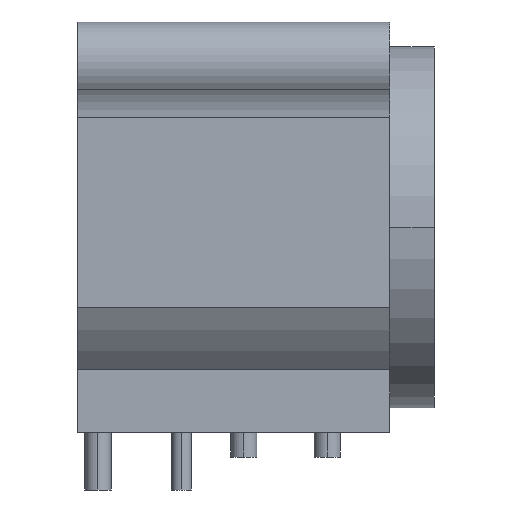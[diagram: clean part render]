
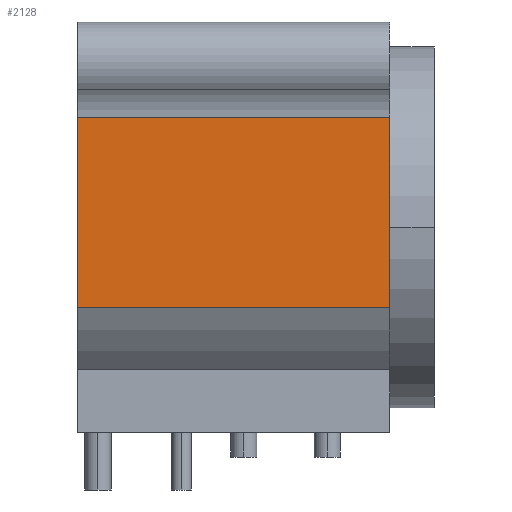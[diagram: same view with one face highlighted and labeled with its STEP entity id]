
A CAD part, left-side view. The second image highlights one B-rep face of the part: STEP entity #2128.
In plain terms, the highlighted planar face has unit normal (-1, 0, 0).
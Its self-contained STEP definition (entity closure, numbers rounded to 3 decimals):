
#43 = PLANE('',#44);
#44 = AXIS2_PLACEMENT_3D('',#45,#46,#47);
#45 = CARTESIAN_POINT('',(-0.001,0.,
    12.5));
#46 = DIRECTION('',(0.,1.,0.));
#47 = DIRECTION('',(-1.,0.,0.));
#230 = VERTEX_POINT('',#231);
#231 = CARTESIAN_POINT('',(-11.501,0.,
    7.601));
#246 = CYLINDRICAL_SURFACE('',#247,12.5);
#247 = AXIS2_PLACEMENT_3D('',#248,#249,#250);
#248 = CARTESIAN_POINT('',(-0.001,0.,
    12.5));
#249 = DIRECTION('',(0.,1.,0.));
#250 = DIRECTION('',(-1.,0.,0.));
#280 = EDGE_CURVE('',#230,#281,#283,.T.);
#281 = VERTEX_POINT('',#282);
#282 = CARTESIAN_POINT('',(-11.501,0.,
    19.206));
#283 = SURFACE_CURVE('',#284,(#288,#295),.PCURVE_S1.);
#284 = LINE('',#285,#286);
#285 = CARTESIAN_POINT('',(-11.501,0.,
    7.601));
#286 = VECTOR('',#287,1.);
#287 = DIRECTION('',(0.,0.,1.));
#288 = PCURVE('',#43,#289);
#289 = DEFINITIONAL_REPRESENTATION('',(#290),#294);
#290 = LINE('',#291,#292);
#291 = CARTESIAN_POINT('',(11.5,-4.899));
#292 = VECTOR('',#293,1.);
#293 = DIRECTION('',(0.,1.));
#294 = ( GEOMETRIC_REPRESENTATION_CONTEXT(2) 
PARAMETRIC_REPRESENTATION_CONTEXT() REPRESENTATION_CONTEXT('2D SPACE',''
  ) );
#295 = PCURVE('',#296,#301);
#296 = PLANE('',#297);
#297 = AXIS2_PLACEMENT_3D('',#298,#299,#300);
#298 = CARTESIAN_POINT('',(-11.501,0.,
    7.601));
#299 = DIRECTION('',(-1.,0.,0.));
#300 = DIRECTION('',(0.,0.,1.));
#301 = DEFINITIONAL_REPRESENTATION('',(#302),#306);
#302 = LINE('',#303,#304);
#303 = CARTESIAN_POINT('',(0.,0.));
#304 = VECTOR('',#305,1.);
#305 = DIRECTION('',(1.,0.));
#306 = ( GEOMETRIC_REPRESENTATION_CONTEXT(2) 
PARAMETRIC_REPRESENTATION_CONTEXT() REPRESENTATION_CONTEXT('2D SPACE',''
  ) );
#329 = CYLINDRICAL_SURFACE('',#330,3.);
#330 = AXIS2_PLACEMENT_3D('',#331,#332,#333);
#331 = CARTESIAN_POINT('',(-14.501,0.,
    19.206));
#332 = DIRECTION('',(0.,1.,0.));
#333 = DIRECTION('',(-1.,0.,0.));
#964 = PLANE('',#965);
#965 = AXIS2_PLACEMENT_3D('',#966,#967,#968);
#966 = CARTESIAN_POINT('',(-0.001,19.,
    12.5));
#967 = DIRECTION('',(0.,1.,0.));
#968 = DIRECTION('',(-1.,0.,0.));
#1270 = VERTEX_POINT('',#1271);
#1271 = CARTESIAN_POINT('',(-11.501,19.,
    19.206));
#1319 = EDGE_CURVE('',#1320,#1270,#1322,.T.);
#1320 = VERTEX_POINT('',#1321);
#1321 = CARTESIAN_POINT('',(-11.501,19.,
    7.601));
#1322 = SURFACE_CURVE('',#1323,(#1327,#1334),.PCURVE_S1.);
#1323 = LINE('',#1324,#1325);
#1324 = CARTESIAN_POINT('',(-11.501,19.,
    7.601));
#1325 = VECTOR('',#1326,1.);
#1326 = DIRECTION('',(0.,0.,1.));
#1327 = PCURVE('',#964,#1328);
#1328 = DEFINITIONAL_REPRESENTATION('',(#1329),#1333);
#1329 = LINE('',#1330,#1331);
#1330 = CARTESIAN_POINT('',(11.5,-4.899));
#1331 = VECTOR('',#1332,1.);
#1332 = DIRECTION('',(0.,1.));
#1333 = ( GEOMETRIC_REPRESENTATION_CONTEXT(2) 
PARAMETRIC_REPRESENTATION_CONTEXT() REPRESENTATION_CONTEXT('2D SPACE',''
  ) );
#1334 = PCURVE('',#296,#1335);
#1335 = DEFINITIONAL_REPRESENTATION('',(#1336),#1340);
#1336 = LINE('',#1337,#1338);
#1337 = CARTESIAN_POINT('',(0.,19.));
#1338 = VECTOR('',#1339,1.);
#1339 = DIRECTION('',(1.,0.));
#1340 = ( GEOMETRIC_REPRESENTATION_CONTEXT(2) 
PARAMETRIC_REPRESENTATION_CONTEXT() REPRESENTATION_CONTEXT('2D SPACE',''
  ) );
#2084 = EDGE_CURVE('',#281,#1270,#2085,.T.);
#2085 = SURFACE_CURVE('',#2086,(#2090,#2119),.PCURVE_S1.);
#2086 = LINE('',#2087,#2088);
#2087 = CARTESIAN_POINT('',(-11.501,0.,
    19.206));
#2088 = VECTOR('',#2089,1.);
#2089 = DIRECTION('',(0.,1.,0.));
#2090 = PCURVE('',#329,#2091);
#2091 = DEFINITIONAL_REPRESENTATION('',(#2092),#2118);
#2092 = B_SPLINE_CURVE_WITH_KNOTS('',3,(#2093,#2094,#2095,#2096,#2097,
    #2098,#2099,#2100,#2101,#2102,#2103,#2104,#2105,#2106,#2107,#2108,
    #2109,#2110,#2111,#2112,#2113,#2114,#2115,#2116,#2117),
  .UNSPECIFIED.,.F.,.F.,(4,1,1,1,1,1,1,1,1,1,1,1,1,1,1,1,1,1,1,1,1,1,4),
  (0.,0.864,1.727,2.591,3.455,
    4.318,5.182,6.045,6.909,
    7.773,8.636,9.5,10.364,11.227,
    12.091,12.955,13.818,14.682,
    15.545,16.409,17.273,18.136,19.)
  ,.QUASI_UNIFORM_KNOTS.);
#2093 = CARTESIAN_POINT('',(3.142,0.));
#2094 = CARTESIAN_POINT('',(3.142,0.288));
#2095 = CARTESIAN_POINT('',(3.142,0.864));
#2096 = CARTESIAN_POINT('',(3.142,1.727));
#2097 = CARTESIAN_POINT('',(3.142,2.591));
#2098 = CARTESIAN_POINT('',(3.142,3.455));
#2099 = CARTESIAN_POINT('',(3.142,4.318));
#2100 = CARTESIAN_POINT('',(3.142,5.182));
#2101 = CARTESIAN_POINT('',(3.142,6.045));
#2102 = CARTESIAN_POINT('',(3.142,6.909));
#2103 = CARTESIAN_POINT('',(3.142,7.773));
#2104 = CARTESIAN_POINT('',(3.142,8.636));
#2105 = CARTESIAN_POINT('',(3.142,9.5));
#2106 = CARTESIAN_POINT('',(3.142,10.364));
#2107 = CARTESIAN_POINT('',(3.142,11.227));
#2108 = CARTESIAN_POINT('',(3.142,12.091));
#2109 = CARTESIAN_POINT('',(3.142,12.955));
#2110 = CARTESIAN_POINT('',(3.142,13.818));
#2111 = CARTESIAN_POINT('',(3.142,14.682));
#2112 = CARTESIAN_POINT('',(3.142,15.545));
#2113 = CARTESIAN_POINT('',(3.142,16.409));
#2114 = CARTESIAN_POINT('',(3.142,17.273));
#2115 = CARTESIAN_POINT('',(3.142,18.136));
#2116 = CARTESIAN_POINT('',(3.142,18.712));
#2117 = CARTESIAN_POINT('',(3.142,19.));
#2118 = ( GEOMETRIC_REPRESENTATION_CONTEXT(2) 
PARAMETRIC_REPRESENTATION_CONTEXT() REPRESENTATION_CONTEXT('2D SPACE',''
  ) );
#2119 = PCURVE('',#296,#2120);
#2120 = DEFINITIONAL_REPRESENTATION('',(#2121),#2125);
#2121 = LINE('',#2122,#2123);
#2122 = CARTESIAN_POINT('',(11.605,0.));
#2123 = VECTOR('',#2124,1.);
#2124 = DIRECTION('',(0.,1.));
#2125 = ( GEOMETRIC_REPRESENTATION_CONTEXT(2) 
PARAMETRIC_REPRESENTATION_CONTEXT() REPRESENTATION_CONTEXT('2D SPACE',''
  ) );
#2128 = ADVANCED_FACE('',(#2129),#296,.T.);
#2129 = FACE_BOUND('',#2130,.F.);
#2130 = EDGE_LOOP('',(#2131,#2132,#2175,#2176));
#2131 = ORIENTED_EDGE('',*,*,#280,.F.);
#2132 = ORIENTED_EDGE('',*,*,#2133,.T.);
#2133 = EDGE_CURVE('',#230,#1320,#2134,.T.);
#2134 = SURFACE_CURVE('',#2135,(#2139,#2146),.PCURVE_S1.);
#2135 = LINE('',#2136,#2137);
#2136 = CARTESIAN_POINT('',(-11.501,0.,
    7.601));
#2137 = VECTOR('',#2138,1.);
#2138 = DIRECTION('',(0.,1.,0.));
#2139 = PCURVE('',#296,#2140);
#2140 = DEFINITIONAL_REPRESENTATION('',(#2141),#2145);
#2141 = LINE('',#2142,#2143);
#2142 = CARTESIAN_POINT('',(0.,0.));
#2143 = VECTOR('',#2144,1.);
#2144 = DIRECTION('',(0.,1.));
#2145 = ( GEOMETRIC_REPRESENTATION_CONTEXT(2) 
PARAMETRIC_REPRESENTATION_CONTEXT() REPRESENTATION_CONTEXT('2D SPACE',''
  ) );
#2146 = PCURVE('',#246,#2147);
#2147 = DEFINITIONAL_REPRESENTATION('',(#2148),#2174);
#2148 = B_SPLINE_CURVE_WITH_KNOTS('',3,(#2149,#2150,#2151,#2152,#2153,
    #2154,#2155,#2156,#2157,#2158,#2159,#2160,#2161,#2162,#2163,#2164,
    #2165,#2166,#2167,#2168,#2169,#2170,#2171,#2172,#2173),
  .UNSPECIFIED.,.F.,.F.,(4,1,1,1,1,1,1,1,1,1,1,1,1,1,1,1,1,1,1,1,1,1,4),
  (0.,0.864,1.727,2.591,3.455,
    4.318,5.182,6.045,6.909,
    7.773,8.636,9.5,10.364,11.227,
    12.091,12.955,13.818,14.682,
    15.545,16.409,17.273,18.136,19.)
  ,.QUASI_UNIFORM_KNOTS.);
#2149 = CARTESIAN_POINT('',(5.88,0.));
#2150 = CARTESIAN_POINT('',(5.88,0.288));
#2151 = CARTESIAN_POINT('',(5.88,0.864));
#2152 = CARTESIAN_POINT('',(5.88,1.727));
#2153 = CARTESIAN_POINT('',(5.88,2.591));
#2154 = CARTESIAN_POINT('',(5.88,3.455));
#2155 = CARTESIAN_POINT('',(5.88,4.318));
#2156 = CARTESIAN_POINT('',(5.88,5.182));
#2157 = CARTESIAN_POINT('',(5.88,6.045));
#2158 = CARTESIAN_POINT('',(5.88,6.909));
#2159 = CARTESIAN_POINT('',(5.88,7.773));
#2160 = CARTESIAN_POINT('',(5.88,8.636));
#2161 = CARTESIAN_POINT('',(5.88,9.5));
#2162 = CARTESIAN_POINT('',(5.88,10.364));
#2163 = CARTESIAN_POINT('',(5.88,11.227));
#2164 = CARTESIAN_POINT('',(5.88,12.091));
#2165 = CARTESIAN_POINT('',(5.88,12.955));
#2166 = CARTESIAN_POINT('',(5.88,13.818));
#2167 = CARTESIAN_POINT('',(5.88,14.682));
#2168 = CARTESIAN_POINT('',(5.88,15.545));
#2169 = CARTESIAN_POINT('',(5.88,16.409));
#2170 = CARTESIAN_POINT('',(5.88,17.273));
#2171 = CARTESIAN_POINT('',(5.88,18.136));
#2172 = CARTESIAN_POINT('',(5.88,18.712));
#2173 = CARTESIAN_POINT('',(5.88,19.));
#2174 = ( GEOMETRIC_REPRESENTATION_CONTEXT(2) 
PARAMETRIC_REPRESENTATION_CONTEXT() REPRESENTATION_CONTEXT('2D SPACE',''
  ) );
#2175 = ORIENTED_EDGE('',*,*,#1319,.T.);
#2176 = ORIENTED_EDGE('',*,*,#2084,.F.);
